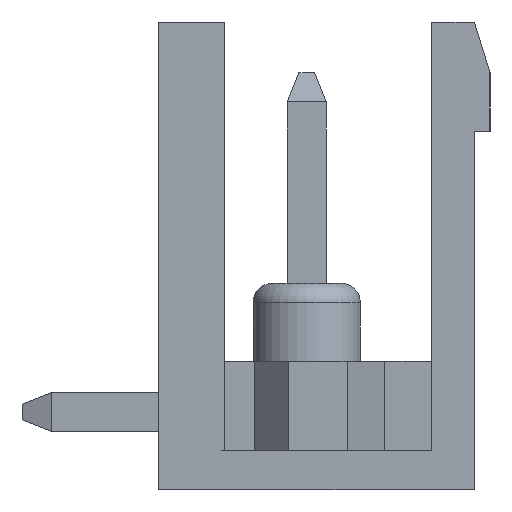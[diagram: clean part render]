
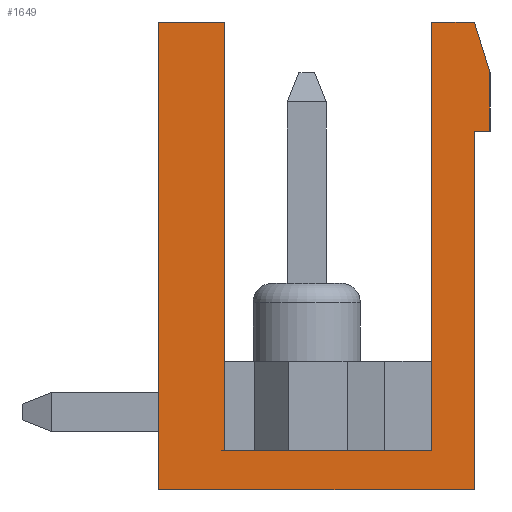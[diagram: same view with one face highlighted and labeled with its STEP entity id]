
A CAD part, left-side view. The second image highlights one B-rep face of the part: STEP entity #1649.
In plain terms, the highlighted planar face has unit normal (-1, 0, 0).
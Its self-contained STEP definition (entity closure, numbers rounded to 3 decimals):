
#1649 = ADVANCED_FACE( '', ( #3389 ), #3390, .F. );
#3389 = FACE_OUTER_BOUND( '', #5250, .T. );
#3390 = PLANE( '', #5251 );
#5250 = EDGE_LOOP( '', ( #9730, #9731, #9732, #9733, #9734, #9735, #9736, #9737, #9738, #9739, #9740 ) );
#5251 = AXIS2_PLACEMENT_3D( '', #9741, #9742, #9743 );
#9730 = ORIENTED_EDGE( '', *, *, #13425, .T. );
#9731 = ORIENTED_EDGE( '', *, *, #13418, .F. );
#9732 = ORIENTED_EDGE( '', *, *, #13426, .F. );
#9733 = ORIENTED_EDGE( '', *, *, #13157, .F. );
#9734 = ORIENTED_EDGE( '', *, *, #13427, .T. );
#9735 = ORIENTED_EDGE( '', *, *, #13101, .F. );
#9736 = ORIENTED_EDGE( '', *, *, #12816, .F. );
#9737 = ORIENTED_EDGE( '', *, *, #13096, .F. );
#9738 = ORIENTED_EDGE( '', *, *, #11878, .T. );
#9739 = ORIENTED_EDGE( '', *, *, #12495, .T. );
#9740 = ORIENTED_EDGE( '', *, *, #11968, .F. );
#9741 = CARTESIAN_POINT( '', ( -43.18, 0., 0. ) );
#9742 = DIRECTION( '', ( 1., 0., 0. ) );
#9743 = DIRECTION( '', ( 0., 0., -1. ) );
#11878 = EDGE_CURVE( '', #14443, #14444, #14445, .T. );
#11968 = EDGE_CURVE( '', #14601, #14602, #14603, .T. );
#12495 = EDGE_CURVE( '', #14444, #14602, #15462, .T. );
#12816 = EDGE_CURVE( '', #15940, #15941, #15942, .T. );
#13096 = EDGE_CURVE( '', #14443, #15940, #16346, .T. );
#13101 = EDGE_CURVE( '', #15941, #16352, #16353, .T. );
#13157 = EDGE_CURVE( '', #16433, #16426, #16435, .T. );
#13418 = EDGE_CURVE( '', #16759, #16760, #16761, .T. );
#13425 = EDGE_CURVE( '', #14601, #16760, #16769, .T. );
#13426 = EDGE_CURVE( '', #16426, #16759, #16770, .T. );
#13427 = EDGE_CURVE( '', #16433, #16352, #16771, .T. );
#14443 = VERTEX_POINT( '', #18106 );
#14444 = VERTEX_POINT( '', #18107 );
#14445 = LINE( '', #18108, #18109 );
#14601 = VERTEX_POINT( '', #18333 );
#14602 = VERTEX_POINT( '', #18334 );
#14603 = LINE( '', #18335, #18336 );
#15462 = LINE( '', #19589, #19590 );
#15940 = VERTEX_POINT( '', #20293 );
#15941 = VERTEX_POINT( '', #20294 );
#15942 = LINE( '', #20295, #20296 );
#16346 = LINE( '', #20908, #20909 );
#16352 = VERTEX_POINT( '', #20918 );
#16353 = LINE( '', #20919, #20920 );
#16426 = VERTEX_POINT( '', #21024 );
#16433 = VERTEX_POINT( '', #21034 );
#16435 = LINE( '', #21037, #21038 );
#16759 = VERTEX_POINT( '', #21526 );
#16760 = VERTEX_POINT( '', #21527 );
#16761 = LINE( '', #21528, #21529 );
#16769 = LINE( '', #21541, #21542 );
#16770 = LINE( '', #21543, #21544 );
#16771 = LINE( '', #21545, #21546 );
#18106 = CARTESIAN_POINT( '', ( -43.18, -4.05, -6. ) );
#18107 = CARTESIAN_POINT( '', ( -43.18, -4.05, 3.2 ) );
#18108 = CARTESIAN_POINT( '', ( -43.18, -4.05, -6. ) );
#18109 = VECTOR( '', #22477, 1000. );
#18333 = CARTESIAN_POINT( '', ( -43.18, -4.45, 4.7 ) );
#18334 = CARTESIAN_POINT( '', ( -43.18, -4.45, 3.2 ) );
#18335 = CARTESIAN_POINT( '', ( -43.18, -4.45, 6. ) );
#18336 = VECTOR( '', #22564, 1000. );
#19589 = CARTESIAN_POINT( '', ( -43.18, -4.05, 3.2 ) );
#19590 = VECTOR( '', #23034, 1000. );
#20293 = CARTESIAN_POINT( '', ( -43.18, 4.05, -6. ) );
#20294 = CARTESIAN_POINT( '', ( -43.18, 4.05, 6. ) );
#20295 = CARTESIAN_POINT( '', ( -43.18, 4.05, -6. ) );
#20296 = VECTOR( '', #23305, 1000. );
#20908 = CARTESIAN_POINT( '', ( -43.18, -4.45, -6. ) );
#20909 = VECTOR( '', #23556, 1000. );
#20918 = CARTESIAN_POINT( '', ( -43.18, 2.35, 6. ) );
#20919 = CARTESIAN_POINT( '', ( -43.18, 4.05, 6. ) );
#20920 = VECTOR( '', #23560, 1000. );
#21024 = CARTESIAN_POINT( '', ( -43.18, -2.95, -5. ) );
#21034 = CARTESIAN_POINT( '', ( -43.18, 2.35, -5. ) );
#21037 = CARTESIAN_POINT( '', ( -43.18, 2.35, -5. ) );
#21038 = VECTOR( '', #23623, 1000. );
#21526 = CARTESIAN_POINT( '', ( -43.18, -2.95, 6. ) );
#21527 = CARTESIAN_POINT( '', ( -43.18, -4.05, 6. ) );
#21528 = CARTESIAN_POINT( '', ( -43.18, 4.05, 6. ) );
#21529 = VECTOR( '', #23812, 1000. );
#21541 = CARTESIAN_POINT( '', ( -43.18, -4.45, 4.7 ) );
#21542 = VECTOR( '', #23817, 1000. );
#21543 = CARTESIAN_POINT( '', ( -43.18, -2.95, -5. ) );
#21544 = VECTOR( '', #23818, 1000. );
#21545 = CARTESIAN_POINT( '', ( -43.18, 2.35, -5. ) );
#21546 = VECTOR( '', #23819, 1000. );
#22477 = DIRECTION( '', ( 0., 0., 1. ) );
#22564 = DIRECTION( '', ( 0., 0., -1. ) );
#23034 = DIRECTION( '', ( 0., -1., 0. ) );
#23305 = DIRECTION( '', ( 0., 0., 1. ) );
#23556 = DIRECTION( '', ( 0., 1., 0. ) );
#23560 = DIRECTION( '', ( 0., -1., 0. ) );
#23623 = DIRECTION( '', ( 0., -1., 0. ) );
#23812 = DIRECTION( '', ( 0., -1., 0. ) );
#23817 = DIRECTION( '', ( 0., 0.294, 0.956 ) );
#23818 = DIRECTION( '', ( 0., 0., 1. ) );
#23819 = DIRECTION( '', ( 0., 0., 1. ) );
